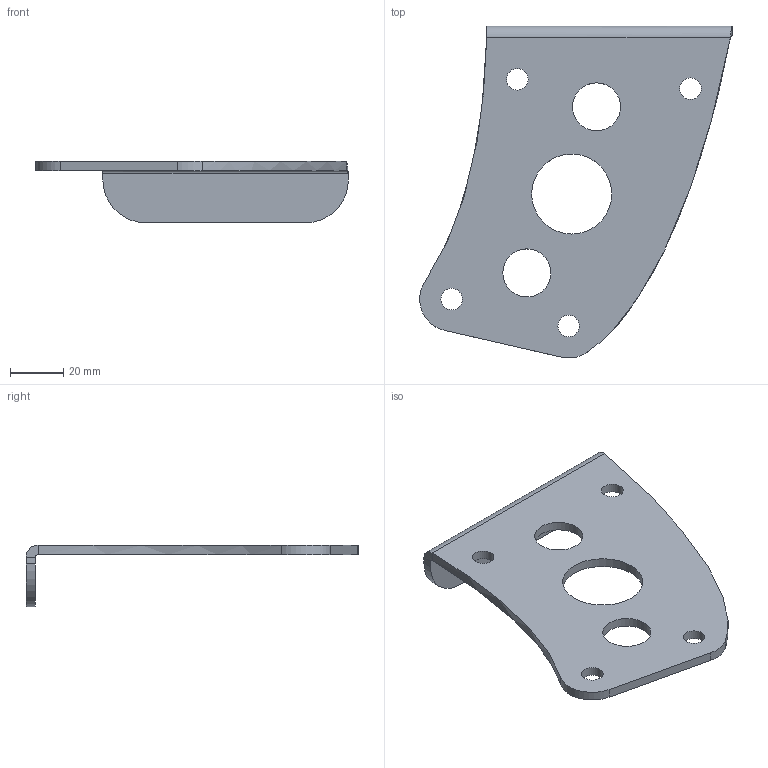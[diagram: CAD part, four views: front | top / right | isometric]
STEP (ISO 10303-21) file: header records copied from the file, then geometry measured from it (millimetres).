
FILE_DESCRIPTION(/* description */ (''),/* implementation_level */ '2;1');
FILE_NAME(/* name */ 'Morini 500 Motorhalterung rechts rev01.stp',/* time_stamp */ '2020-03-18T10:28:39+01:00',/* author */ ('mfr'),/* organization */ (''),/* preprocessor_version */ 'ST-DEVELOPER v16.5',/* originating_system */ 'Autodesk Inventor 2017',/* authorisation */ '');
FILE_SCHEMA (('AUTOMOTIVE_DESIGN { 1 0 10303 214 3 1 1 }'));
Length unit declared in the file: millimetre
Products named in the file (1): Morini 500 Motorhalterung rechts rev01
Bounding box: 117.19 x 124.44 x 23 mm (x, y, z)
Volume: 35587.1 mm3; surface area: 22921.7 mm2
Topology: 1 solids, 1 shells, 25 faces, 62 edges, 39 vertices
Faces by surface type: cylinder 13, plane 8, bspline 4
Full cylindrical faces by diameter (mm): 8.1 x4, 18 x2, 30 x1
Entity records: 821 total; most frequent: CARTESIAN_POINT 204, DIRECTION 113, ORIENTED_EDGE 110, EDGE_CURVE 55, EDGE_LOOP 46, AXIS2_PLACEMENT_3D 44, VERTEX_POINT 39, FACE_OUTER_BOUND 25
